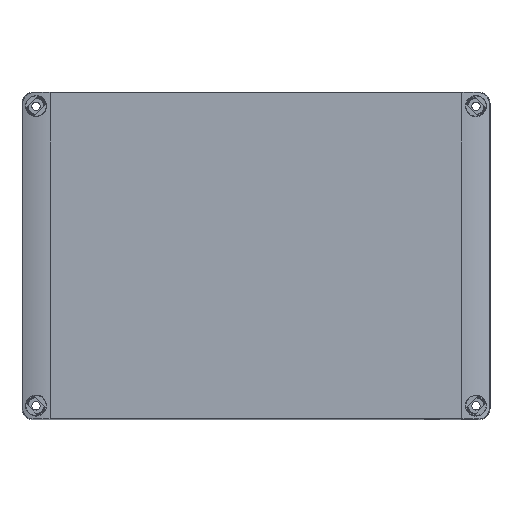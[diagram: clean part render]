
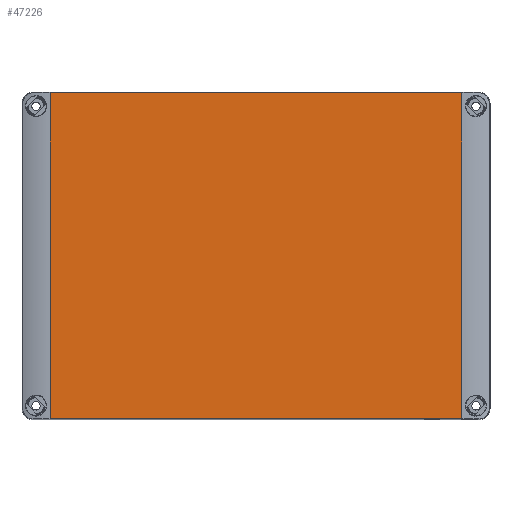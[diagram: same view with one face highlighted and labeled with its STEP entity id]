
A CAD part, top view. The second image highlights one B-rep face of the part: STEP entity #47226.
In plain terms, the highlighted planar face has unit normal (0, 0, 1).
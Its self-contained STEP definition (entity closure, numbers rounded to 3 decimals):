
#43905=DIRECTION('',(1.,0.,0.));
#43906=VECTOR('',#43905,220.);
#43907=CARTESIAN_POINT('',(-110.,-87.064,25.));
#43908=LINE('',#43907,#43906);
#44049=DIRECTION('',(0.,1.,0.));
#44050=VECTOR('',#44049,174.127);
#44051=CARTESIAN_POINT('',(110.,-87.064,25.));
#44052=LINE('',#44051,#44050);
#44141=DIRECTION('',(1.,0.,0.));
#44142=VECTOR('',#44141,220.);
#44143=CARTESIAN_POINT('',(-110.,87.064,25.));
#44144=LINE('',#44143,#44142);
#44154=DIRECTION('',(0.,1.,0.));
#44155=VECTOR('',#44154,174.127);
#44156=CARTESIAN_POINT('',(-110.,-87.064,25.));
#44157=LINE('',#44156,#44155);
#46748=CARTESIAN_POINT('',(-110.,-87.064,25.));
#46749=CARTESIAN_POINT('',(110.,-87.064,25.));
#46750=VERTEX_POINT('',#46748);
#46751=VERTEX_POINT('',#46749);
#46752=CARTESIAN_POINT('',(-110.,87.064,25.));
#46753=CARTESIAN_POINT('',(110.,87.064,25.));
#46754=VERTEX_POINT('',#46752);
#46755=VERTEX_POINT('',#46753);
#47214=CARTESIAN_POINT('',(-110.,-87.5,25.));
#47215=DIRECTION('',(0.,0.,1.));
#47216=DIRECTION('',(1.,0.,0.));
#47217=AXIS2_PLACEMENT_3D('',#47214,#47215,#47216);
#47218=PLANE('',#47217);
#47219=ORIENTED_EDGE('',*,*,#47083,.F.);
#47221=ORIENTED_EDGE('',*,*,#47220,.T.);
#47222=ORIENTED_EDGE('',*,*,#47203,.T.);
#47223=ORIENTED_EDGE('',*,*,#47162,.F.);
#47224=EDGE_LOOP('',(#47219,#47221,#47222,#47223));
#47225=FACE_OUTER_BOUND('',#47224,.F.);
#47226=ADVANCED_FACE('',(#47225),#47218,.T.);
#47083=EDGE_CURVE('',#46750,#46751,#43908,.T.);
#47162=EDGE_CURVE('',#46751,#46755,#44052,.T.);
#47203=EDGE_CURVE('',#46754,#46755,#44144,.T.);
#47220=EDGE_CURVE('',#46750,#46754,#44157,.T.);
